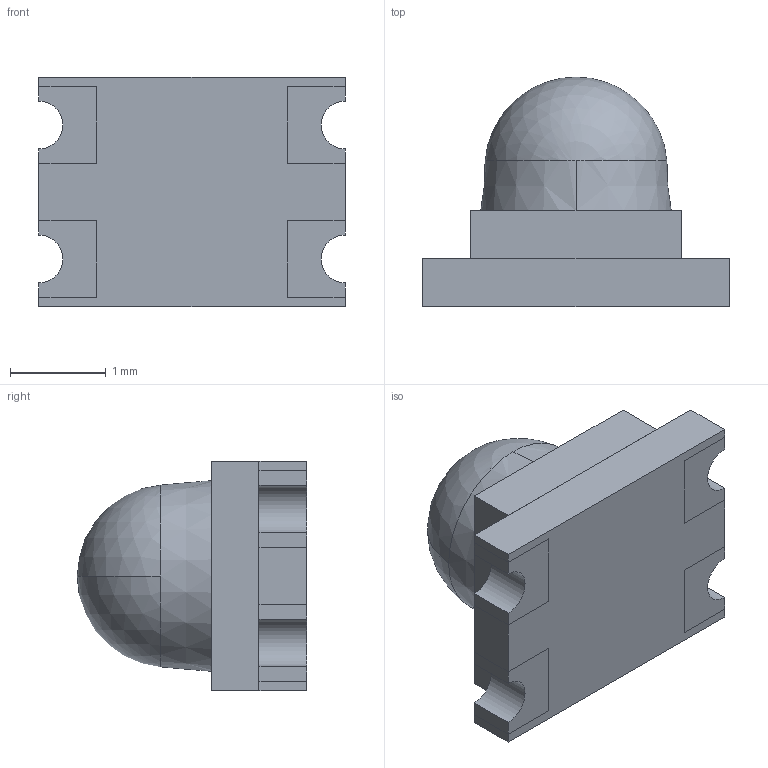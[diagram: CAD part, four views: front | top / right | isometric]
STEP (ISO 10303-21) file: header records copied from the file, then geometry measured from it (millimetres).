
FILE_DESCRIPTION (( 'STEP AP214' ), '1' );
FILE_NAME ('Kingbright_APBD3224LSURKCGKC.step', '2018-11-03T15:16:22+00:00', 'Stefan Hamminga', '', '', '', '');
FILE_SCHEMA (( 'AUTOMOTIVE_DESIGN' ));
Length unit declared in the file: millimetre
Products named in the file (1): Kingbright_APBD3224LSURKCGKC
Bounding box: 3.2 x 2.4 x 2.4 mm (x, y, z)
Volume: 9.4 mm3; surface area: 41.3 mm2
Topology: 2 solids, 2 shells, 41 faces, 102 edges, 67 vertices
Faces by surface type: plane 33, cylinder 4, cone 2, sphere 2
Entity records: 1598 total; most frequent: CARTESIAN_POINT 211, DIRECTION 208, ORIENTED_EDGE 204, EDGE_CURVE 102, VECTOR 80, LINE 80, VERTEX_POINT 67, AXIS2_PLACEMENT_3D 64
